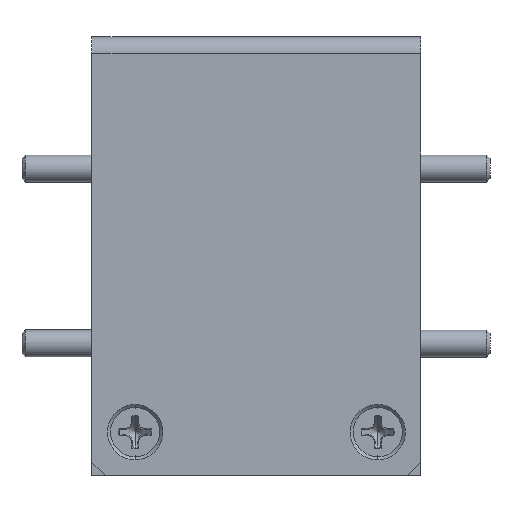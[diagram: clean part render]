
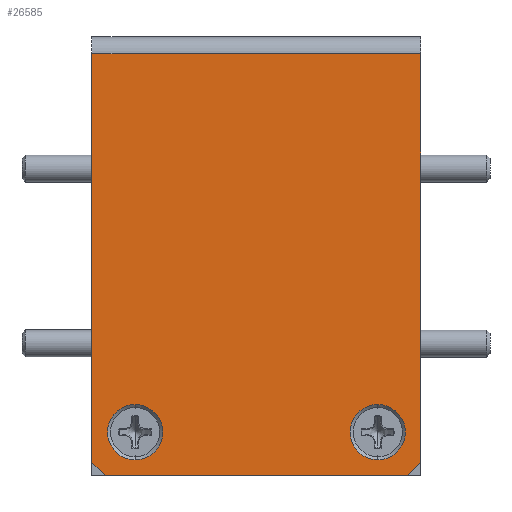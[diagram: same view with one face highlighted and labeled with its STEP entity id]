
A CAD part, left-side view. The second image highlights one B-rep face of the part: STEP entity #26585.
In plain terms, the highlighted planar face has unit normal (-1, 0, 0).
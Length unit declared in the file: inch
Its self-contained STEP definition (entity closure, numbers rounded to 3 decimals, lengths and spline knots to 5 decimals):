
#50 = EDGE_CURVE ( 'NONE', #25770, #26909, #22592, .T. ) ;
#860 = VERTEX_POINT ( 'NONE', #27194 ) ;
#1074 = DIRECTION ( 'NONE',  ( -1., 0., 0. ) ) ;
#1367 = EDGE_CURVE ( 'NONE', #13874, #15124, #13666, .T. ) ;
#1500 = LINE ( 'NONE', #1643, #8826 ) ;
#1590 = CARTESIAN_POINT ( 'NONE',  ( -2.78779, 1.23357, -0.47933 ) ) ;
#1643 = CARTESIAN_POINT ( 'NONE',  ( -2.78779, 0.51357, -0.47933 ) ) ;
#1686 = DIRECTION ( 'NONE',  ( 0., 0., -1. ) ) ;
#1877 = VECTOR ( 'NONE', #6908, 39.37008 ) ;
#2017 = ORIENTED_EDGE ( 'NONE', *, *, #2116, .F. ) ;
#2116 = EDGE_CURVE ( 'NONE', #14201, #9095, #23473, .T. ) ;
#2142 = EDGE_CURVE ( 'NONE', #20017, #9095, #17006, .T. ) ;
#2602 = EDGE_CURVE ( 'NONE', #20017, #860, #7304, .T. ) ;
#2747 = VECTOR ( 'NONE', #19263, 39.37008 ) ;
#2886 = EDGE_LOOP ( 'NONE', ( #4293, #19055 ) ) ;
#2997 = CARTESIAN_POINT ( 'NONE',  ( -2.78779, 1.23357, 0.4813 ) ) ;
#3098 = CARTESIAN_POINT ( 'NONE',  ( -2.78779, 0.48357, -0.44933 ) ) ;
#4293 = ORIENTED_EDGE ( 'NONE', *, *, #21073, .F. ) ;
#4679 = LINE ( 'NONE', #2997, #23304 ) ;
#4773 = CARTESIAN_POINT ( 'NONE',  ( -2.78779, 0.48357, -0.47933 ) ) ;
#4885 = DIRECTION ( 'NONE',  ( 0., 0., 1. ) ) ;
#6032 = VERTEX_POINT ( 'NONE', #26486 ) ;
#6908 = DIRECTION ( 'NONE',  ( 0., 0., 1. ) ) ;
#6969 = AXIS2_PLACEMENT_3D ( 'NONE', #24674, #1074, #11787 ) ;
#7304 = LINE ( 'NONE', #17909, #24021 ) ;
#7487 = AXIS2_PLACEMENT_3D ( 'NONE', #13913, #15766, #22538 ) ;
#7633 = ORIENTED_EDGE ( 'NONE', *, *, #17932, .T. ) ;
#8233 = CARTESIAN_POINT ( 'NONE',  ( -2.78779, 1.20357, -0.47933 ) ) ;
#8315 = CARTESIAN_POINT ( 'NONE',  ( -2.78779, 0.58199, -0.38091 ) ) ;
#8698 = DIRECTION ( 'NONE',  ( -1., 0., 0. ) ) ;
#8826 = VECTOR ( 'NONE', #24954, 39.37008 ) ;
#9095 = VERTEX_POINT ( 'NONE', #13897 ) ;
#9461 = ORIENTED_EDGE ( 'NONE', *, *, #1367, .T. ) ;
#10927 = CARTESIAN_POINT ( 'NONE',  ( -2.78779, 0.58199, -0.4439 ) ) ;
#11384 = EDGE_CURVE ( 'NONE', #26909, #25770, #19158, .T. ) ;
#11671 = FACE_BOUND ( 'NONE', #12038, .T. ) ;
#11787 = DIRECTION ( 'NONE',  ( 0., 0., -1. ) ) ;
#11800 = AXIS2_PLACEMENT_3D ( 'NONE', #14907, #8698, #23536 ) ;
#11810 = PLANE ( 'NONE',  #12800 ) ;
#12038 = EDGE_LOOP ( 'NONE', ( #15278, #21236 ) ) ;
#12251 = CARTESIAN_POINT ( 'NONE',  ( -2.78779, 1.23357, -0.44933 ) ) ;
#12800 = AXIS2_PLACEMENT_3D ( 'NONE', #14358, #22985, #16202 ) ;
#13437 = EDGE_CURVE ( 'NONE', #14201, #13874, #1500, .T. ) ;
#13666 = LINE ( 'NONE', #4773, #1877 ) ;
#13874 = VERTEX_POINT ( 'NONE', #3098 ) ;
#13897 = CARTESIAN_POINT ( 'NONE',  ( -2.78779, 1.20357, -0.47933 ) ) ;
#13913 = CARTESIAN_POINT ( 'NONE',  ( -2.78779, 1.13514, -0.38091 ) ) ;
#14201 = VERTEX_POINT ( 'NONE', #26535 ) ;
#14358 = CARTESIAN_POINT ( 'NONE',  ( -2.78779, 1.23357, -0.47933 ) ) ;
#14907 = CARTESIAN_POINT ( 'NONE',  ( -2.78779, 1.13514, -0.38091 ) ) ;
#15124 = VERTEX_POINT ( 'NONE', #20509 ) ;
#15278 = ORIENTED_EDGE ( 'NONE', *, *, #11384, .F. ) ;
#15766 = DIRECTION ( 'NONE',  ( -1., 0., 0. ) ) ;
#16070 = FACE_OUTER_BOUND ( 'NONE', #24814, .T. ) ;
#16202 = DIRECTION ( 'NONE',  ( 0., 0., 1. ) ) ;
#16954 = DIRECTION ( 'NONE',  ( -1., 0., 0. ) ) ;
#17006 = LINE ( 'NONE', #8233, #18108 ) ;
#17440 = EDGE_CURVE ( 'NONE', #6032, #23200, #19657, .T. ) ;
#17909 = CARTESIAN_POINT ( 'NONE',  ( -2.78779, 1.23357, -0.47933 ) ) ;
#17932 = EDGE_CURVE ( 'NONE', #15124, #860, #4679, .T. ) ;
#18108 = VECTOR ( 'NONE', #23344, 39.37008 ) ;
#18212 = FACE_BOUND ( 'NONE', #2886, .T. ) ;
#19055 = ORIENTED_EDGE ( 'NONE', *, *, #17440, .F. ) ;
#19158 = CIRCLE ( 'NONE', #6969, 0.06299 ) ;
#19263 = DIRECTION ( 'NONE',  ( 0., 1., 0. ) ) ;
#19486 = CARTESIAN_POINT ( 'NONE',  ( -2.78779, 0.58199, -0.31791 ) ) ;
#19501 = CIRCLE ( 'NONE', #11800, 0.06299 ) ;
#19657 = CIRCLE ( 'NONE', #7487, 0.06299 ) ;
#20017 = VERTEX_POINT ( 'NONE', #12251 ) ;
#20282 = CARTESIAN_POINT ( 'NONE',  ( -2.78779, 1.13514, -0.4439 ) ) ;
#20509 = CARTESIAN_POINT ( 'NONE',  ( -2.78779, 0.48357, 0.4813 ) ) ;
#21073 = EDGE_CURVE ( 'NONE', #23200, #6032, #19501, .T. ) ;
#21236 = ORIENTED_EDGE ( 'NONE', *, *, #50, .F. ) ;
#22088 = ORIENTED_EDGE ( 'NONE', *, *, #2142, .T. ) ;
#22538 = DIRECTION ( 'NONE',  ( 0., 0., -1. ) ) ;
#22592 = CIRCLE ( 'NONE', #23946, 0.06299 ) ;
#22985 = DIRECTION ( 'NONE',  ( 1., 0., 0. ) ) ;
#23200 = VERTEX_POINT ( 'NONE', #20282 ) ;
#23304 = VECTOR ( 'NONE', #26729, 39.37008 ) ;
#23344 = DIRECTION ( 'NONE',  ( 0., -0.707, -0.707 ) ) ;
#23473 = LINE ( 'NONE', #1590, #2747 ) ;
#23536 = DIRECTION ( 'NONE',  ( 0., 0., -1. ) ) ;
#23946 = AXIS2_PLACEMENT_3D ( 'NONE', #8315, #16954, #1686 ) ;
#24021 = VECTOR ( 'NONE', #4885, 39.37008 ) ;
#24674 = CARTESIAN_POINT ( 'NONE',  ( -2.78779, 0.58199, -0.38091 ) ) ;
#24722 = ORIENTED_EDGE ( 'NONE', *, *, #2602, .F. ) ;
#24814 = EDGE_LOOP ( 'NONE', ( #9461, #7633, #24722, #22088, #2017, #27899 ) ) ;
#24954 = DIRECTION ( 'NONE',  ( 0., -0.707, 0.707 ) ) ;
#25770 = VERTEX_POINT ( 'NONE', #19486 ) ;
#26486 = CARTESIAN_POINT ( 'NONE',  ( -2.78779, 1.13514, -0.31791 ) ) ;
#26535 = CARTESIAN_POINT ( 'NONE',  ( -2.78779, 0.51357, -0.47933 ) ) ;
#26585 = ADVANCED_FACE ( 'NONE', ( #11671, #18212, #16070 ), #11810, .F. ) ;
#26729 = DIRECTION ( 'NONE',  ( 0., 1., 0. ) ) ;
#26909 = VERTEX_POINT ( 'NONE', #10927 ) ;
#27194 = CARTESIAN_POINT ( 'NONE',  ( -2.78779, 1.23357, 0.4813 ) ) ;
#27899 = ORIENTED_EDGE ( 'NONE', *, *, #13437, .T. ) ;
